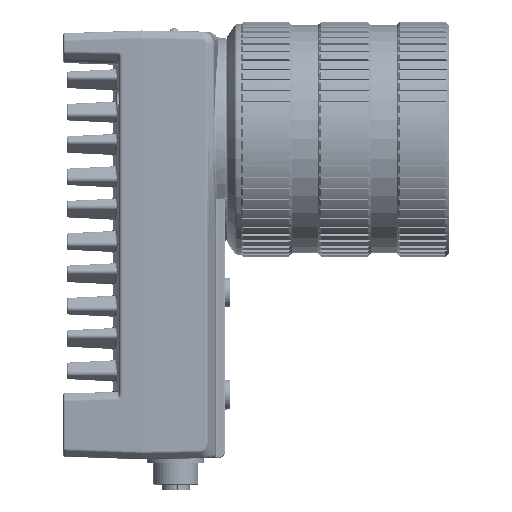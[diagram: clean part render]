
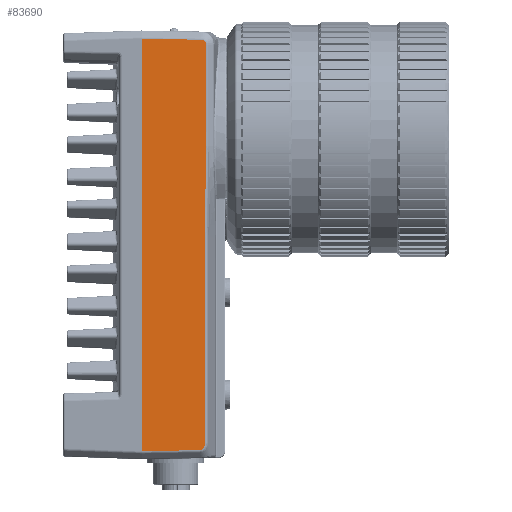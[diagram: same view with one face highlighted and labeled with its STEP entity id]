
A CAD part, left-side view. The second image highlights one B-rep face of the part: STEP entity #83690.
In plain terms, the highlighted planar face has unit normal (-1, -0.026, 0).
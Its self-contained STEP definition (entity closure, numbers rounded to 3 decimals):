
#5068=CARTESIAN_POINT('',(-33.,21.,-91.586));
#5074=DIRECTION('',(0.026,-1.,-0.017));
#5075=VECTOR('',#5074,17.312);
#5076=CARTESIAN_POINT('',(-33.,21.,29.586));
#5077=LINE('',#5076,#5075);
#5078=CARTESIAN_POINT('',(-32.547,3.697,29.284));
#5079=CARTESIAN_POINT('',(-32.545,3.625,29.283));
#5080=CARTESIAN_POINT('',(-32.54,3.431,29.275));
#5081=CARTESIAN_POINT('',(-32.532,3.137,29.229));
#5082=CARTESIAN_POINT('',(-32.524,2.84,29.129));
#5083=CARTESIAN_POINT('',(-32.518,2.609,28.995));
#5084=CARTESIAN_POINT('',(-32.514,2.437,28.837));
#5085=CARTESIAN_POINT('',(-32.511,2.307,28.657));
#5086=CARTESIAN_POINT('',(-32.508,2.212,28.458));
#5087=CARTESIAN_POINT('',(-32.506,2.149,28.252));
#5088=CARTESIAN_POINT('',(-32.505,2.112,28.054));
#5089=CARTESIAN_POINT('',(-32.505,2.093,27.871));
#5090=CARTESIAN_POINT('',(-32.505,2.09,27.755));
#5091=CARTESIAN_POINT('',(-32.505,2.09,27.698));
#5093=CARTESIAN_POINT('',(-32.513,2.4,
-89.182));
#5094=CARTESIAN_POINT('',(-32.513,2.4,
-89.313));
#5095=CARTESIAN_POINT('',(-32.513,2.414,
-89.56));
#5096=CARTESIAN_POINT('',(-32.515,2.477,
-89.914));
#5097=CARTESIAN_POINT('',(-32.518,2.582,
-90.248));
#5098=CARTESIAN_POINT('',(-32.522,2.743,
-90.573));
#5099=CARTESIAN_POINT('',(-32.528,2.974,
-90.872));
#5100=CARTESIAN_POINT('',(-32.536,3.27,
-91.107));
#5101=CARTESIAN_POINT('',(-32.545,3.61,
-91.252));
#5102=CARTESIAN_POINT('',(-32.551,3.852,
-91.286));
#5103=CARTESIAN_POINT('',(-32.554,3.973,
-91.288));
#5105=DIRECTION('',(-0.026,1.,-0.017));
#5106=VECTOR('',#5105,17.035);
#5107=CARTESIAN_POINT('',(-32.554,3.973,
-91.288));
#5108=LINE('',#5107,#5106);
#5109=DIRECTION('',(0.,0.,1.));
#5110=VECTOR('',#5109,121.171);
#5111=CARTESIAN_POINT('',(-33.,21.,-91.586));
#5112=LINE('',#5111,#5110);
#10979=DIRECTION('',(0.,0.,1.));
#10980=VECTOR('',#10979,60.582);
#10981=CARTESIAN_POINT('',(-32.513,2.4,
-89.182));
#10982=LINE('',#10981,#10980);
#10988=CARTESIAN_POINT('',(-32.513,2.4,
-28.6));
#10989=CARTESIAN_POINT('',(-32.513,2.398,
-26.441));
#10990=CARTESIAN_POINT('',(-32.513,2.386,
-22.346));
#10991=CARTESIAN_POINT('',(-32.511,2.337,
-17.133));
#10992=CARTESIAN_POINT('',(-32.509,2.257,
-12.07));
#10993=CARTESIAN_POINT('',(-32.506,2.124,
-6.29));
#10994=CARTESIAN_POINT('',(-32.505,2.096,
-3.235));
#10995=CARTESIAN_POINT('',(-32.505,2.09,
-1.8));
#11002=DIRECTION('',(0.,0.,1.));
#11003=VECTOR('',#11002,29.498);
#11004=CARTESIAN_POINT('',(-32.505,2.09,
-1.8));
#11005=LINE('',#11004,#11003);
#66685=VERTEX_POINT('',#5068);
#66686=CARTESIAN_POINT('',(-33.,21.,29.586));
#66687=CARTESIAN_POINT('',(-32.547,3.697,
29.284));
#66688=VERTEX_POINT('',#66686);
#66689=VERTEX_POINT('',#66687);
#66690=VERTEX_POINT('',#5091);
#66691=VERTEX_POINT('',#10988);
#66692=VERTEX_POINT('',#10995);
#66693=VERTEX_POINT('',#5093);
#66694=VERTEX_POINT('',#5103);
#83669=CARTESIAN_POINT('',(-32.752,11.545,-31.));
#83670=DIRECTION('',(1.,0.026,0.));
#83671=DIRECTION('',(0.026,-1.,0.));
#83672=AXIS2_PLACEMENT_3D('',#83669,#83670,#83671);
#83673=PLANE('',#83672);
#83675=ORIENTED_EDGE('',*,*,#83674,.T.);
#83677=ORIENTED_EDGE('',*,*,#83676,.T.);
#83679=ORIENTED_EDGE('',*,*,#83678,.F.);
#83681=ORIENTED_EDGE('',*,*,#83680,.F.);
#83683=ORIENTED_EDGE('',*,*,#83682,.F.);
#83685=ORIENTED_EDGE('',*,*,#83684,.T.);
#83686=ORIENTED_EDGE('',*,*,#83661,.T.);
#83687=ORIENTED_EDGE('',*,*,#83451,.T.);
#83688=EDGE_LOOP('',(#83675,#83677,#83679,#83681,#83683,#83685,#83686,#83687));
#83689=FACE_OUTER_BOUND('',#83688,.F.);
#5092=B_SPLINE_CURVE_WITH_KNOTS('',3,(#5078,#5079,#5080,#5081,#5082,#5083,#5084,
#5085,#5086,#5087,#5088,#5089,#5090,#5091),.UNSPECIFIED.,.F.,.F.,(4,1,1,1,1,1,1,
1,1,1,1,4),(0.,0.078,0.212,0.332,
0.439,0.535,0.624,0.712,
0.797,0.872,0.938,1.),.UNSPECIFIED.);
#5104=B_SPLINE_CURVE_WITH_KNOTS('',3,(#5093,#5094,#5095,#5096,#5097,#5098,#5099,
#5100,#5101,#5102,#5103),.UNSPECIFIED.,.F.,.F.,(4,1,1,1,1,1,1,1,4),(0.,
0.129,0.244,0.357,0.48,
0.612,0.745,0.873,1.),.UNSPECIFIED.);
#10996=B_SPLINE_CURVE_WITH_KNOTS('',3,(#10988,#10989,#10990,#10991,#10992,
#10993,#10994,#10995),.UNSPECIFIED.,.F.,.F.,(4,1,1,1,1,4),(0.,0.2,0.4,
0.6,0.8,1.),.UNSPECIFIED.);
#83451=EDGE_CURVE('',#66685,#66688,#5112,.T.);
#83661=EDGE_CURVE('',#66694,#66685,#5108,.T.);
#83674=EDGE_CURVE('',#66688,#66689,#5077,.T.);
#83676=EDGE_CURVE('',#66689,#66690,#5092,.T.);
#83678=EDGE_CURVE('',#66692,#66690,#11005,.T.);
#83680=EDGE_CURVE('',#66691,#66692,#10996,.T.);
#83682=EDGE_CURVE('',#66693,#66691,#10982,.T.);
#83684=EDGE_CURVE('',#66693,#66694,#5104,.T.);
#83690=ADVANCED_FACE('',(#83689),#83673,.F.);
